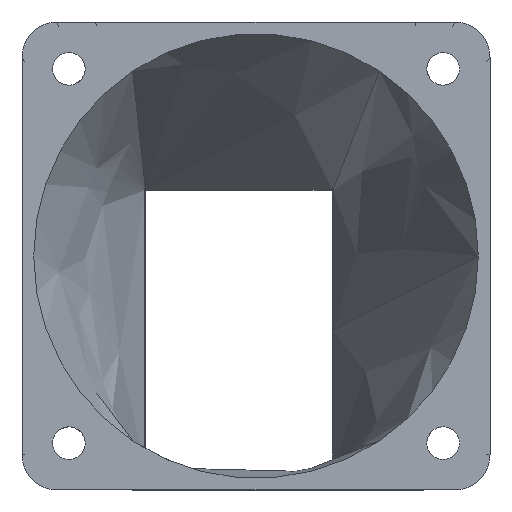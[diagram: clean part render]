
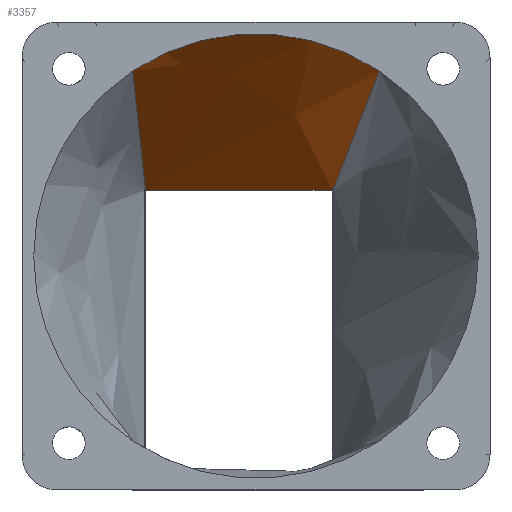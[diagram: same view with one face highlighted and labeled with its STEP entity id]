
A CAD part, front view. The second image highlights one B-rep face of the part: STEP entity #3357.
In plain terms, the highlighted free-form (B-spline) face has degree [8, 1] with [9, 2] control points.
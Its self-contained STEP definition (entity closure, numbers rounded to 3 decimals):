
#742 = VERTEX_POINT('',#743);
#743 = CARTESIAN_POINT('',(-1.5,0.,25.62));
#757 = PLANE('',#758);
#758 = AXIS2_PLACEMENT_3D('',#759,#760,#761);
#759 = CARTESIAN_POINT('',(-9.25,0.,13.5));
#760 = DIRECTION('',(0.,1.,0.));
#761 = DIRECTION('',(0.,0.,1.));
#785 = PLANE('',#786);
#786 = AXIS2_PLACEMENT_3D('',#787,#788,#789);
#787 = CARTESIAN_POINT('',(0.,0.,0.));
#788 = DIRECTION('',(0.,-1.,0.));
#789 = DIRECTION('',(-1.,0.,0.));
#1877 = EDGE_CURVE('',#1878,#742,#1880,.T.);
#1878 = VERTEX_POINT('',#1879);
#1879 = CARTESIAN_POINT('',(-17.44,0.,25.62));
#1880 = SURFACE_CURVE('',#1881,(#1885,#1892),.PCURVE_S1.);
#1881 = LINE('',#1882,#1883);
#1882 = CARTESIAN_POINT('',(-17.44,0.,25.62));
#1883 = VECTOR('',#1884,1.);
#1884 = DIRECTION('',(1.,0.,0.));
#1885 = PCURVE('',#757,#1886);
#1886 = DEFINITIONAL_REPRESENTATION('',(#1887),#1891);
#1887 = LINE('',#1888,#1889);
#1888 = CARTESIAN_POINT('',(12.12,-8.19));
#1889 = VECTOR('',#1890,1.);
#1890 = DIRECTION('',(0.,1.));
#1891 = ( GEOMETRIC_REPRESENTATION_CONTEXT(2) 
PARAMETRIC_REPRESENTATION_CONTEXT() REPRESENTATION_CONTEXT('2D SPACE',''
  ) );
#1892 = PCURVE('',#1893,#1912);
#1893 = B_SPLINE_SURFACE_WITH_KNOTS('',8,1,(
    (#1894,#1895)
    ,(#1896,#1897)
    ,(#1898,#1899)
    ,(#1900,#1901)
    ,(#1902,#1903)
    ,(#1904,#1905)
    ,(#1906,#1907)
    ,(#1908,#1909)
    ,(#1910,#1911
    )),.UNSPECIFIED.,.F.,.F.,.F.,(9,9),(2,2),(-16.,0.),(0.,1.),
  .PIECEWISE_BEZIER_KNOTS.);
#1894 = CARTESIAN_POINT('',(2.539,-20.,35.809));
#1895 = CARTESIAN_POINT('',(-1.44,0.,25.62));
#1896 = CARTESIAN_POINT('',(0.215,-20.,37.358));
#1897 = CARTESIAN_POINT('',(-3.44,0.,25.62));
#1898 = CARTESIAN_POINT('',(-2.369,-20.,38.517));
#1899 = CARTESIAN_POINT('',(-5.44,0.,25.62));
#1900 = CARTESIAN_POINT('',(-5.137,-20.,39.235));
#1901 = CARTESIAN_POINT('',(-7.44,0.,25.62));
#1902 = CARTESIAN_POINT('',(-8.,-20.,39.478));
#1903 = CARTESIAN_POINT('',(-9.44,0.,25.62));
#1904 = CARTESIAN_POINT('',(-10.863,-20.,39.235));
#1905 = CARTESIAN_POINT('',(-11.44,0.,25.62));
#1906 = CARTESIAN_POINT('',(-13.631,-20.,38.517));
#1907 = CARTESIAN_POINT('',(-13.44,0.,25.62));
#1908 = CARTESIAN_POINT('',(-16.215,-20.,37.358));
#1909 = CARTESIAN_POINT('',(-15.44,0.,25.62));
#1910 = CARTESIAN_POINT('',(-18.539,-20.,35.809));
#1911 = CARTESIAN_POINT('',(-17.44,0.,25.62));
#1912 = DEFINITIONAL_REPRESENTATION('',(#1913),#1917);
#1913 = LINE('',#1914,#1915);
#1914 = CARTESIAN_POINT('',(0.,1.));
#1915 = VECTOR('',#1916,1.);
#1916 = DIRECTION('',(-1.,0.));
#1917 = ( GEOMETRIC_REPRESENTATION_CONTEXT(2) 
PARAMETRIC_REPRESENTATION_CONTEXT() REPRESENTATION_CONTEXT('2D SPACE',''
  ) );
#1935 = B_SPLINE_SURFACE_WITH_KNOTS('',9,1,(
    (#1936,#1937)
    ,(#1938,#1939)
    ,(#1940,#1941)
    ,(#1942,#1943)
    ,(#1944,#1945)
    ,(#1946,#1947)
    ,(#1948,#1949)
    ,(#1950,#1951)
    ,(#1952,#1953)
    ,(#1954,#1955
    )),.UNSPECIFIED.,.F.,.F.,.F.,(10,10),(2,2),(-24.,0.),(0.,1.),
  .PIECEWISE_BEZIER_KNOTS.);
#1936 = CARTESIAN_POINT('',(-18.539,-20.,35.809));
#1937 = CARTESIAN_POINT('',(-17.44,0.,25.62));
#1938 = CARTESIAN_POINT('',(-21.992,-20.,33.507));
#1939 = CARTESIAN_POINT('',(-17.44,0.,22.953));
#1940 = CARTESIAN_POINT('',(-24.879,-20.,
    30.357));
#1941 = CARTESIAN_POINT('',(-17.44,0.,20.287));
#1942 = CARTESIAN_POINT('',(-26.962,-20.,26.518));
#1943 = CARTESIAN_POINT('',(-17.44,0.,17.62));
#1944 = CARTESIAN_POINT('',(-28.056,-20.,
    22.225));
#1945 = CARTESIAN_POINT('',(-17.44,0.,14.953));
#1946 = CARTESIAN_POINT('',(-28.056,-20.,17.775));
#1947 = CARTESIAN_POINT('',(-17.44,0.,12.287));
#1948 = CARTESIAN_POINT('',(-26.962,-20.,
    13.482));
#1949 = CARTESIAN_POINT('',(-17.44,0.,9.62));
#1950 = CARTESIAN_POINT('',(-24.879,-20.,9.643));
#1951 = CARTESIAN_POINT('',(-17.44,0.,6.953));
#1952 = CARTESIAN_POINT('',(-21.992,-20.,6.493));
#1953 = CARTESIAN_POINT('',(-17.44,0.,4.287));
#1954 = CARTESIAN_POINT('',(-18.539,-20.,4.191));
#1955 = CARTESIAN_POINT('',(-17.44,0.,1.62));
#2028 = EDGE_CURVE('',#742,#2029,#2031,.T.);
#2029 = VERTEX_POINT('',#2030);
#2030 = CARTESIAN_POINT('',(-1.44,0.,25.62));
#2031 = SURFACE_CURVE('',#2032,(#2036,#2043),.PCURVE_S1.);
#2032 = LINE('',#2033,#2034);
#2033 = CARTESIAN_POINT('',(-17.44,0.,25.62));
#2034 = VECTOR('',#2035,1.);
#2035 = DIRECTION('',(1.,0.,0.));
#2036 = PCURVE('',#785,#2037);
#2037 = DEFINITIONAL_REPRESENTATION('',(#2038),#2042);
#2038 = LINE('',#2039,#2040);
#2039 = CARTESIAN_POINT('',(17.44,-25.62));
#2040 = VECTOR('',#2041,1.);
#2041 = DIRECTION('',(-1.,-0.));
#2042 = ( GEOMETRIC_REPRESENTATION_CONTEXT(2) 
PARAMETRIC_REPRESENTATION_CONTEXT() REPRESENTATION_CONTEXT('2D SPACE',''
  ) );
#2043 = PCURVE('',#1893,#2044);
#2044 = DEFINITIONAL_REPRESENTATION('',(#2045),#2049);
#2045 = LINE('',#2046,#2047);
#2046 = CARTESIAN_POINT('',(0.,1.));
#2047 = VECTOR('',#2048,1.);
#2048 = DIRECTION('',(-1.,0.));
#2049 = ( GEOMETRIC_REPRESENTATION_CONTEXT(2) 
PARAMETRIC_REPRESENTATION_CONTEXT() REPRESENTATION_CONTEXT('2D SPACE',''
  ) );
#2129 = B_SPLINE_SURFACE_WITH_KNOTS('',7,1,(
    (#2130,#2131)
    ,(#2132,#2133)
    ,(#2134,#2135)
    ,(#2136,#2137)
    ,(#2138,#2139)
    ,(#2140,#2141)
    ,(#2142,#2143)
    ,(#2144,#2145
    )),.UNSPECIFIED.,.F.,.F.,.F.,(8,8),(2,2),(-12.,0.),(0.,1.),
  .PIECEWISE_BEZIER_KNOTS.);
#2130 = CARTESIAN_POINT('',(11.,-20.,20.));
#2131 = CARTESIAN_POINT('',(-1.44,0.,13.62));
#2132 = CARTESIAN_POINT('',(11.,-20.,22.668));
#2133 = CARTESIAN_POINT('',(-1.44,0.,15.334));
#2134 = CARTESIAN_POINT('',(10.563,-20.,25.335));
#2135 = CARTESIAN_POINT('',(-1.44,0.,17.049));
#2136 = CARTESIAN_POINT('',(9.689,-20.,27.917));
#2137 = CARTESIAN_POINT('',(-1.44,0.,18.763));
#2138 = CARTESIAN_POINT('',(8.399,-20.,
    30.327));
#2139 = CARTESIAN_POINT('',(-1.44,0.,20.477));
#2140 = CARTESIAN_POINT('',(6.736,-20.,32.486));
#2141 = CARTESIAN_POINT('',(-1.44,0.,22.191));
#2142 = CARTESIAN_POINT('',(4.759,-20.,34.329));
#2143 = CARTESIAN_POINT('',(-1.44,0.,23.906));
#2144 = CARTESIAN_POINT('',(2.539,-20.,35.809));
#2145 = CARTESIAN_POINT('',(-1.44,0.,25.62));
#2634 = PLANE('',#2635);
#2635 = AXIS2_PLACEMENT_3D('',#2636,#2637,#2638);
#2636 = CARTESIAN_POINT('',(-8.,-20.,20.));
#2637 = DIRECTION('',(0.,1.,0.));
#2638 = DIRECTION('',(0.,0.,1.));
#3310 = VERTEX_POINT('',#3311);
#3311 = CARTESIAN_POINT('',(-18.539,-20.,35.809));
#3338 = EDGE_CURVE('',#3310,#1878,#3339,.T.);
#3339 = SURFACE_CURVE('',#3340,(#3343,#3350),.PCURVE_S1.);
#3340 = B_SPLINE_CURVE_WITH_KNOTS('',1,(#3341,#3342),.UNSPECIFIED.,.F.,
  .F.,(2,2),(0.,1.),.PIECEWISE_BEZIER_KNOTS.);
#3341 = CARTESIAN_POINT('',(-18.539,-20.,35.809));
#3342 = CARTESIAN_POINT('',(-17.44,0.,25.62));
#3343 = PCURVE('',#1935,#3344);
#3344 = DEFINITIONAL_REPRESENTATION('',(#3345),#3349);
#3345 = LINE('',#3346,#3347);
#3346 = CARTESIAN_POINT('',(-24.,0.));
#3347 = VECTOR('',#3348,1.);
#3348 = DIRECTION('',(0.,1.));
#3349 = ( GEOMETRIC_REPRESENTATION_CONTEXT(2) 
PARAMETRIC_REPRESENTATION_CONTEXT() REPRESENTATION_CONTEXT('2D SPACE',''
  ) );
#3350 = PCURVE('',#1893,#3351);
#3351 = DEFINITIONAL_REPRESENTATION('',(#3352),#3356);
#3352 = LINE('',#3353,#3354);
#3353 = CARTESIAN_POINT('',(0.,0.));
#3354 = VECTOR('',#3355,1.);
#3355 = DIRECTION('',(0.,1.));
#3356 = ( GEOMETRIC_REPRESENTATION_CONTEXT(2) 
PARAMETRIC_REPRESENTATION_CONTEXT() REPRESENTATION_CONTEXT('2D SPACE',''
  ) );
#3357 = ADVANCED_FACE('',(#3358),#1893,.T.);
#3358 = FACE_BOUND('',#3359,.T.);
#3359 = EDGE_LOOP('',(#3360,#3387,#3388,#3389,#3390));
#3360 = ORIENTED_EDGE('',*,*,#3361,.T.);
#3361 = EDGE_CURVE('',#3362,#3310,#3364,.T.);
#3362 = VERTEX_POINT('',#3363);
#3363 = CARTESIAN_POINT('',(2.539,-20.,35.809));
#3364 = SURFACE_CURVE('',#3365,(#3370,#3376),.PCURVE_S1.);
#3365 = CIRCLE('',#3366,19.);
#3366 = AXIS2_PLACEMENT_3D('',#3367,#3368,#3369);
#3367 = CARTESIAN_POINT('',(-8.,-20.,20.));
#3368 = DIRECTION('',(0.,-1.,0.));
#3369 = DIRECTION('',(1.,0.,0.));
#3370 = PCURVE('',#1893,#3371);
#3371 = DEFINITIONAL_REPRESENTATION('',(#3372),#3375);
#3372 = B_SPLINE_CURVE_WITH_KNOTS('',1,(#3373,#3374),.UNSPECIFIED.,.F.,
  .F.,(2,2),(0.983,2.159),.PIECEWISE_BEZIER_KNOTS.);
#3373 = CARTESIAN_POINT('',(-16.,0.));
#3374 = CARTESIAN_POINT('',(0.,0.));
#3375 = ( GEOMETRIC_REPRESENTATION_CONTEXT(2) 
PARAMETRIC_REPRESENTATION_CONTEXT() REPRESENTATION_CONTEXT('2D SPACE',''
  ) );
#3376 = PCURVE('',#2634,#3377);
#3377 = DEFINITIONAL_REPRESENTATION('',(#3378),#3386);
#3378 = ( BOUNDED_CURVE() B_SPLINE_CURVE(2,(#3379,#3380,#3381,#3382,
#3383,#3384,#3385),.UNSPECIFIED.,.T.,.F.) B_SPLINE_CURVE_WITH_KNOTS((1,2
    ,2,2,2,1),(-2.094,0.,2.094,4.189,
6.283,8.378),.UNSPECIFIED.) CURVE() 
GEOMETRIC_REPRESENTATION_ITEM() RATIONAL_B_SPLINE_CURVE((1.,0.5,1.,0.5,
1.,0.5,1.)) REPRESENTATION_ITEM('') );
#3379 = CARTESIAN_POINT('',(0.,19.));
#3380 = CARTESIAN_POINT('',(32.909,19.));
#3381 = CARTESIAN_POINT('',(16.454,-9.5));
#3382 = CARTESIAN_POINT('',(0.,-38.));
#3383 = CARTESIAN_POINT('',(-16.454,-9.5));
#3384 = CARTESIAN_POINT('',(-32.909,19.));
#3385 = CARTESIAN_POINT('',(0.,19.));
#3386 = ( GEOMETRIC_REPRESENTATION_CONTEXT(2) 
PARAMETRIC_REPRESENTATION_CONTEXT() REPRESENTATION_CONTEXT('2D SPACE',''
  ) );
#3387 = ORIENTED_EDGE('',*,*,#3338,.T.);
#3388 = ORIENTED_EDGE('',*,*,#1877,.T.);
#3389 = ORIENTED_EDGE('',*,*,#2028,.T.);
#3390 = ORIENTED_EDGE('',*,*,#3391,.F.);
#3391 = EDGE_CURVE('',#3362,#2029,#3392,.T.);
#3392 = SURFACE_CURVE('',#3393,(#3396,#3403),.PCURVE_S1.);
#3393 = B_SPLINE_CURVE_WITH_KNOTS('',1,(#3394,#3395),.UNSPECIFIED.,.F.,
  .F.,(2,2),(0.,1.),.PIECEWISE_BEZIER_KNOTS.);
#3394 = CARTESIAN_POINT('',(2.539,-20.,35.809));
#3395 = CARTESIAN_POINT('',(-1.44,0.,25.62));
#3396 = PCURVE('',#1893,#3397);
#3397 = DEFINITIONAL_REPRESENTATION('',(#3398),#3402);
#3398 = LINE('',#3399,#3400);
#3399 = CARTESIAN_POINT('',(-16.,0.));
#3400 = VECTOR('',#3401,1.);
#3401 = DIRECTION('',(0.,1.));
#3402 = ( GEOMETRIC_REPRESENTATION_CONTEXT(2) 
PARAMETRIC_REPRESENTATION_CONTEXT() REPRESENTATION_CONTEXT('2D SPACE',''
  ) );
#3403 = PCURVE('',#2129,#3404);
#3404 = DEFINITIONAL_REPRESENTATION('',(#3405),#3409);
#3405 = LINE('',#3406,#3407);
#3406 = CARTESIAN_POINT('',(0.,0.));
#3407 = VECTOR('',#3408,1.);
#3408 = DIRECTION('',(0.,1.));
#3409 = ( GEOMETRIC_REPRESENTATION_CONTEXT(2) 
PARAMETRIC_REPRESENTATION_CONTEXT() REPRESENTATION_CONTEXT('2D SPACE',''
  ) );
